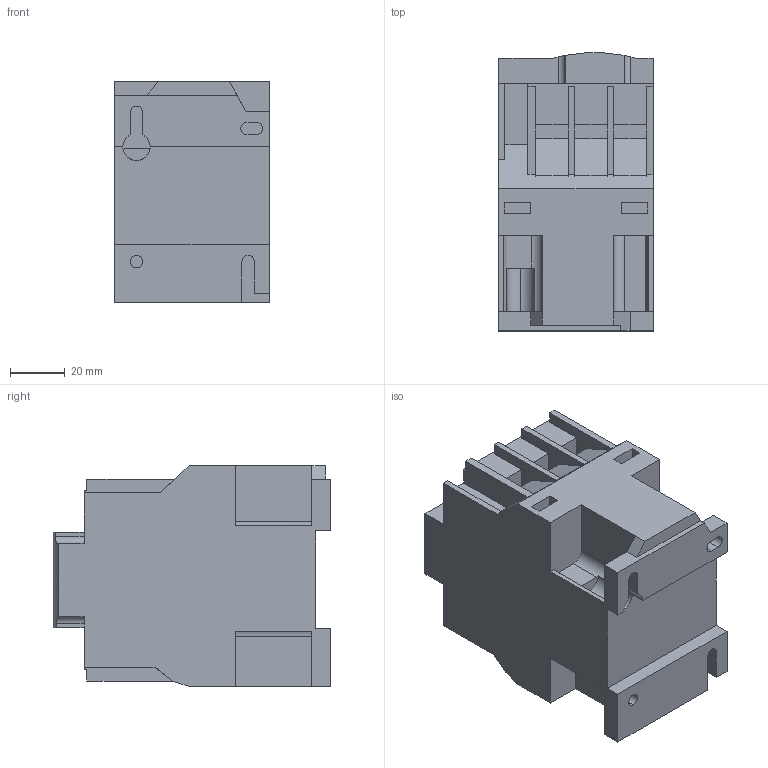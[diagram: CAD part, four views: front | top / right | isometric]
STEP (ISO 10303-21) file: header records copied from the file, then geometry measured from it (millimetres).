
FILE_DESCRIPTION (( 'STEP AP203' ), '1' );
FILE_NAME ('Êîíòàêòîð ÊÌÝ ìàëîãàáàðèòíûé 32À 380Â 1NO (ctr-s-32-380).STEP', '2020-09-17T06:47:45', ( '' ), ( '' ), 'SwSTEP 2.0', 'SolidWorks 2019', '' );
FILE_SCHEMA (( 'CONFIG_CONTROL_DESIGN' ));
Length unit declared in the file: millimetre
Products named in the file (1): Êîíòàêòîð ÊÌÝ ìàëîãàáàðèòíûé 32À  380Â 1NO (ctr-s-32-380)
Bounding box: 56.6 x 101.89 x 81 mm (x, y, z)
Volume: 342456 mm3; surface area: 45468.2 mm2
Topology: 1 solids, 1 shells, 191 faces, 535 edges, 355 vertices
Faces by surface type: plane 158, cylinder 33
Entity records: 6221 total; most frequent: CARTESIAN_POINT 1144, ORIENTED_EDGE 1070, DIRECTION 984, EDGE_CURVE 535, VECTOR 462, LINE 462, VERTEX_POINT 355, AXIS2_PLACEMENT_3D 261
